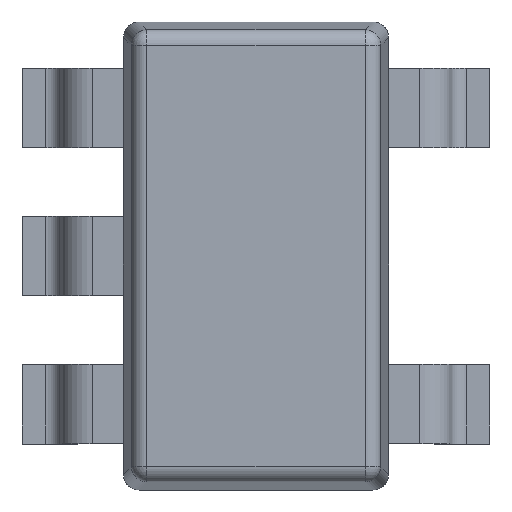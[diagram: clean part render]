
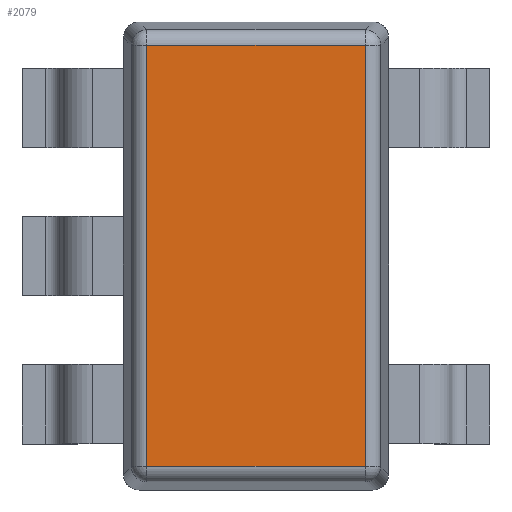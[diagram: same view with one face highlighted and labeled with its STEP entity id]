
A CAD part, top view. The second image highlights one B-rep face of the part: STEP entity #2079.
In plain terms, the highlighted planar face has unit normal (0, 0, 1).
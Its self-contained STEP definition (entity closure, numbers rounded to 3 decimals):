
#1903 = VERTEX_POINT('',#1904);
#1904 = CARTESIAN_POINT('',(0.15,0.15,1.3));
#1911 = EDGE_CURVE('',#1903,#1912,#1914,.T.);
#1912 = VERTEX_POINT('',#1913);
#1913 = CARTESIAN_POINT('',(0.15,2.85,1.3));
#1914 = LINE('',#1915,#1916);
#1915 = CARTESIAN_POINT('',(0.15,0.06,1.3));
#1916 = VECTOR('',#1917,1.);
#1917 = DIRECTION('',(0.,1.,0.));
#1959 = EDGE_CURVE('',#1903,#1960,#1962,.T.);
#1960 = VERTEX_POINT('',#1961);
#1961 = CARTESIAN_POINT('',(1.55,0.15,1.3));
#1962 = LINE('',#1963,#1964);
#1963 = CARTESIAN_POINT('',(0.06,0.15,1.3));
#1964 = VECTOR('',#1965,1.);
#1965 = DIRECTION('',(1.,0.,0.));
#2008 = EDGE_CURVE('',#1912,#2009,#2011,.T.);
#2009 = VERTEX_POINT('',#2010);
#2010 = CARTESIAN_POINT('',(1.55,2.85,1.3));
#2011 = LINE('',#2012,#2013);
#2012 = CARTESIAN_POINT('',(0.06,2.85,1.3));
#2013 = VECTOR('',#2014,1.);
#2014 = DIRECTION('',(1.,0.,0.));
#2040 = EDGE_CURVE('',#1960,#2009,#2041,.T.);
#2041 = LINE('',#2042,#2043);
#2042 = CARTESIAN_POINT('',(1.55,0.06,1.3));
#2043 = VECTOR('',#2044,1.);
#2044 = DIRECTION('',(0.,1.,0.));
#2079 = ADVANCED_FACE('',(#2080),#2086,.T.);
#2080 = FACE_BOUND('',#2081,.T.);
#2081 = EDGE_LOOP('',(#2082,#2083,#2084,#2085));
#2082 = ORIENTED_EDGE('',*,*,#1911,.F.);
#2083 = ORIENTED_EDGE('',*,*,#1959,.T.);
#2084 = ORIENTED_EDGE('',*,*,#2040,.T.);
#2085 = ORIENTED_EDGE('',*,*,#2008,.F.);
#2086 = PLANE('',#2087);
#2087 = AXIS2_PLACEMENT_3D('',#2088,#2089,#2090);
#2088 = CARTESIAN_POINT('',(0.,0.,1.3));
#2089 = DIRECTION('',(0.,0.,1.));
#2090 = DIRECTION('',(1.,0.,0.));
